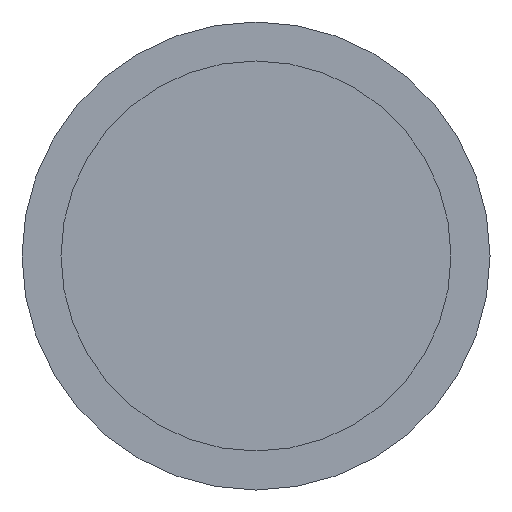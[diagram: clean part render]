
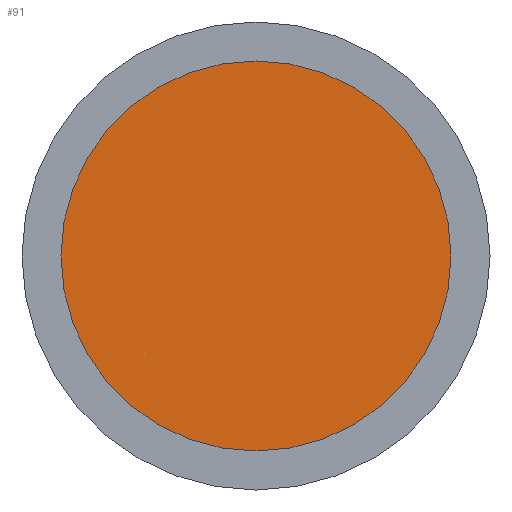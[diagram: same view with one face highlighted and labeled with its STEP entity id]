
A CAD part, front view. The second image highlights one B-rep face of the part: STEP entity #91.
In plain terms, the highlighted planar face has unit normal (0, -1, 0).
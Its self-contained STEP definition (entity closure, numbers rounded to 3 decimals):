
#32=FACE_OUTER_BOUND('',#41,.T.);
#41=EDGE_LOOP('',(#80));
#47=CIRCLE('',#116,16.25);
#53=VERTEX_POINT('',#168);
#61=EDGE_CURVE('',#53,#53,#47,.T.);
#80=ORIENTED_EDGE('',*,*,#61,.T.);
#84=PLANE('',#118);
#91=ADVANCED_FACE('',(#32),#84,.F.);
#116=AXIS2_PLACEMENT_3D('',#169,#143,#144);
#118=AXIS2_PLACEMENT_3D('',#172,#148,#149);
#143=DIRECTION('center_axis',(0.,-1.,0.));
#144=DIRECTION('ref_axis',(1.,0.,0.));
#148=DIRECTION('center_axis',(0.,1.,0.));
#149=DIRECTION('ref_axis',(1.,0.,0.));
#168=CARTESIAN_POINT('',(-16.25,-6.5,0.));
#169=CARTESIAN_POINT('Origin',(0.,-6.5,0.));
#172=CARTESIAN_POINT('Origin',(0.,-6.5,0.));
